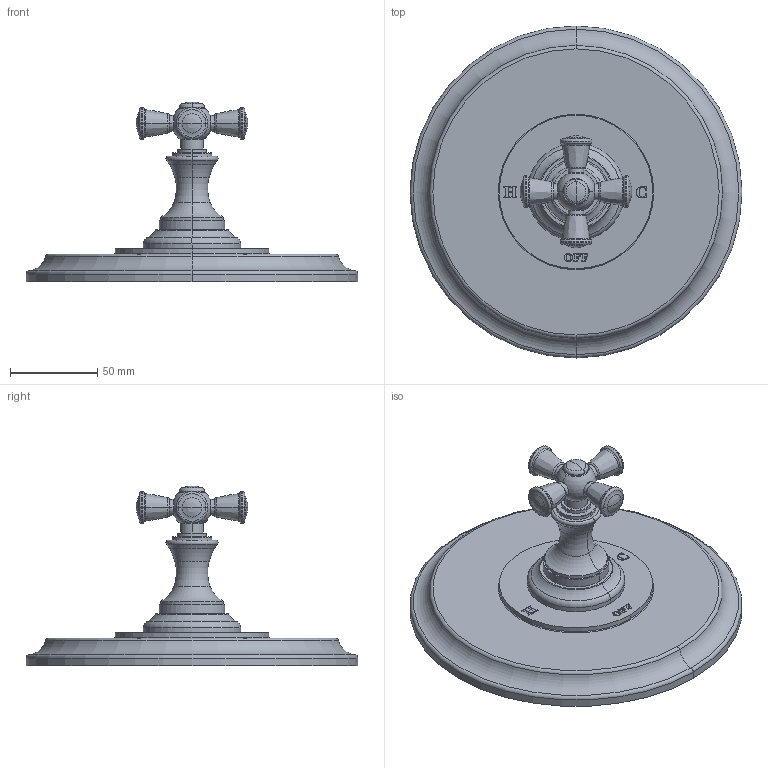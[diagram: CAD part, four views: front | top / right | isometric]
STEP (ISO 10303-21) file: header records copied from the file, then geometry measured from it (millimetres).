
FILE_DESCRIPTION((''),'2;1');
FILE_NAME('4-2444BP','2021-06-04T10:41:22',('jinson.thomas'),(''),'CREO PARAMETRIC BY PTC INC, 2018400','CREO PARAMETRIC BY PTC INC, 2018400','');
FILE_SCHEMA(('CONFIG_CONTROL_DESIGN'));
Length unit declared in the file: inch
Products named in the file (1): 4-2444BP
Bounding box: 190.5 x 190.5 x 103.14 mm (x, y, z)
Volume: 489170.8 mm3; surface area: 74327.9 mm2
Topology: 1 solids, 1 shells, 273 faces, 661 edges, 401 vertices
Faces by surface type: extrusion 95, torus 82, plane 42, cylinder 32, sphere 12, bspline 8, cone 2
Entity records: 9318 total; most frequent: CARTESIAN_POINT 3156, ORIENTED_EDGE 1302, DIRECTION 1162, EDGE_CURVE 651, AXIS2_PLACEMENT_3D 436, VERTEX_POINT 401, EDGE_LOOP 294, VECTOR 290
